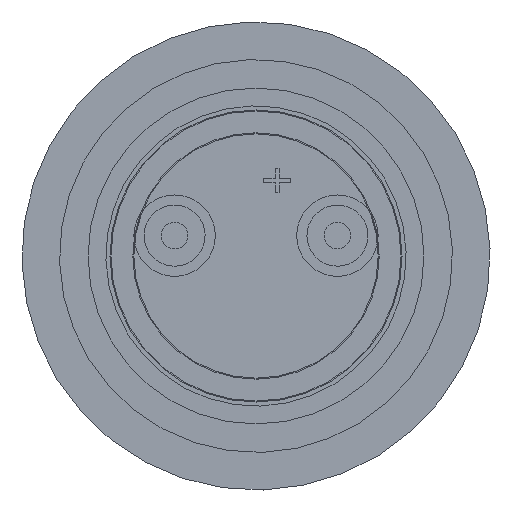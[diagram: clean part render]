
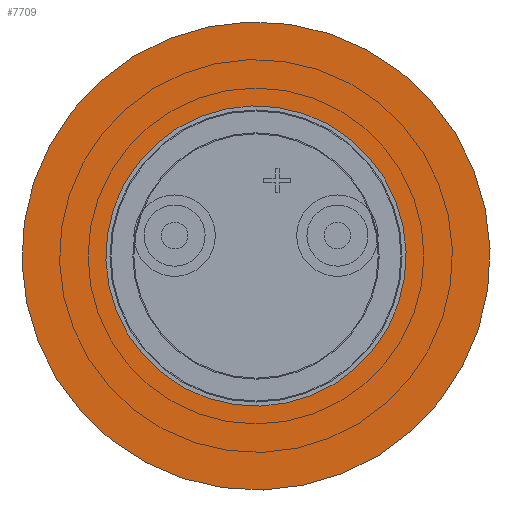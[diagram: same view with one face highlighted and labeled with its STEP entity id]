
A CAD part, front view. The second image highlights one B-rep face of the part: STEP entity #7709.
In plain terms, the highlighted planar face has unit normal (0, -1, 0).
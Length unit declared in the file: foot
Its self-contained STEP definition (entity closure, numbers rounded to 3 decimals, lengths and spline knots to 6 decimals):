
#217 = VERTEX_POINT ( 'NONE', #11186 ) ;
#658 = DIRECTION ( 'NONE',  ( 0., 1., 0. ) ) ;
#1473 = CARTESIAN_POINT ( 'NONE',  ( 0., 0., 0.019167 ) ) ;
#1553 = AXIS2_PLACEMENT_3D ( 'NONE', #10769, #2962, #7219 ) ;
#1554 = DIRECTION ( 'NONE',  ( 0., 0., 1. ) ) ;
#1581 = VERTEX_POINT ( 'NONE', #1473 ) ;
#1837 = EDGE_CURVE ( 'NONE', #1581, #217, #2382, .T. ) ;
#2116 = EDGE_CURVE ( 'NONE', #10394, #8835, #7203, .T. ) ;
#2138 = PLANE ( 'NONE',  #1553 ) ;
#2382 = CIRCLE ( 'NONE', #8122, 0.019167 ) ;
#2580 = CIRCLE ( 'NONE', #5244, 0.012292 ) ;
#2709 = AXIS2_PLACEMENT_3D ( 'NONE', #2841, #2937, #4703 ) ;
#2841 = CARTESIAN_POINT ( 'NONE',  ( 0., 0., 0. ) ) ;
#2937 = DIRECTION ( 'NONE',  ( 0., 1., 0. ) ) ;
#2962 = DIRECTION ( 'NONE',  ( 0., 1., 0. ) ) ;
#3939 = ORIENTED_EDGE ( 'NONE', *, *, #2116, .T. ) ;
#3957 = DIRECTION ( 'NONE',  ( 0., 1., 0. ) ) ;
#4196 = DIRECTION ( 'NONE',  ( 0., 0., 1. ) ) ;
#4703 = DIRECTION ( 'NONE',  ( 0., 0., 1. ) ) ;
#5188 = EDGE_CURVE ( 'NONE', #8835, #10394, #2580, .T. ) ;
#5232 = CARTESIAN_POINT ( 'NONE',  ( 0., 0., 0.012292 ) ) ;
#5244 = AXIS2_PLACEMENT_3D ( 'NONE', #8513, #658, #4196 ) ;
#5288 = FACE_OUTER_BOUND ( 'NONE', #6840, .T. ) ;
#5715 = AXIS2_PLACEMENT_3D ( 'NONE', #6687, #3957, #1554 ) ;
#5828 = ORIENTED_EDGE ( 'NONE', *, *, #1837, .F. ) ;
#5906 = DIRECTION ( 'NONE',  ( 0., 1., 0. ) ) ;
#5983 = ORIENTED_EDGE ( 'NONE', *, *, #10296, .F. ) ;
#6475 = CIRCLE ( 'NONE', #5715, 0.019167 ) ;
#6577 = CARTESIAN_POINT ( 'NONE',  ( 0., 0., -0.012292 ) ) ;
#6687 = CARTESIAN_POINT ( 'NONE',  ( 0., 0., 0. ) ) ;
#6822 = DIRECTION ( 'NONE',  ( 0., 0., 1. ) ) ;
#6840 = EDGE_LOOP ( 'NONE', ( #5828, #5983 ) ) ;
#7203 = CIRCLE ( 'NONE', #2709, 0.012292 ) ;
#7219 = DIRECTION ( 'NONE',  ( 0., 0., 1. ) ) ;
#7709 = ADVANCED_FACE ( 'NONE', ( #5288, #10742 ), #2138, .F. ) ;
#8122 = AXIS2_PLACEMENT_3D ( 'NONE', #9479, #5906, #6822 ) ;
#8513 = CARTESIAN_POINT ( 'NONE',  ( 0., 0., 0. ) ) ;
#8797 = EDGE_LOOP ( 'NONE', ( #9489, #3939 ) ) ;
#8835 = VERTEX_POINT ( 'NONE', #5232 ) ;
#9479 = CARTESIAN_POINT ( 'NONE',  ( 0., 0., 0. ) ) ;
#9489 = ORIENTED_EDGE ( 'NONE', *, *, #5188, .T. ) ;
#10296 = EDGE_CURVE ( 'NONE', #217, #1581, #6475, .T. ) ;
#10394 = VERTEX_POINT ( 'NONE', #6577 ) ;
#10742 = FACE_BOUND ( 'NONE', #8797, .T. ) ;
#10769 = CARTESIAN_POINT ( 'NONE',  ( 0., 0., 0. ) ) ;
#11186 = CARTESIAN_POINT ( 'NONE',  ( 0., 0., -0.019167 ) ) ;
